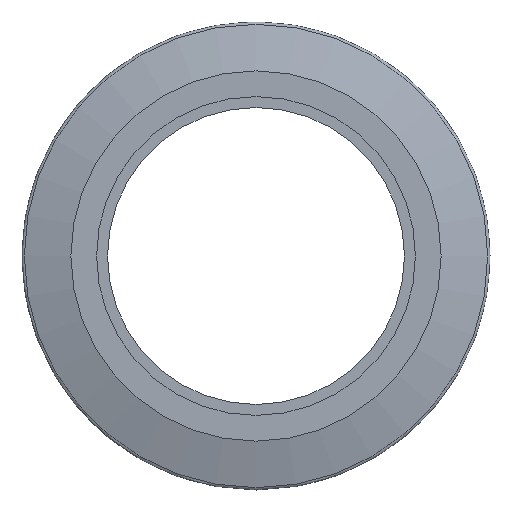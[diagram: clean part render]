
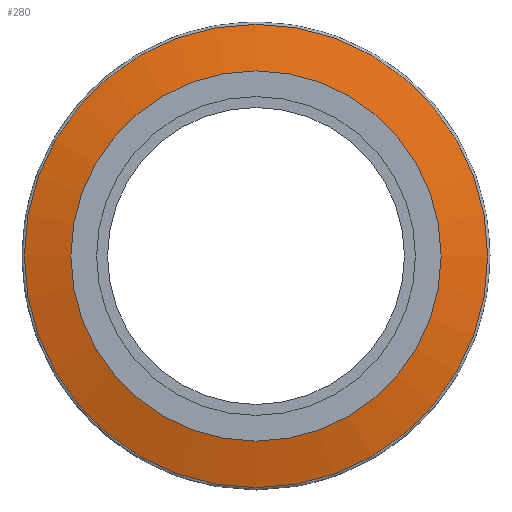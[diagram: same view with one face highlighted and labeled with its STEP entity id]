
A CAD part, front view. The second image highlights one B-rep face of the part: STEP entity #280.
In plain terms, the highlighted conical face has half-angle 75 degrees and reference radius 37.129 mm.
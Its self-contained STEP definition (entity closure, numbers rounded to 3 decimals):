
#11 = DIRECTION ( 'NONE',  ( 0., 0., -1. ) ) ;
#15 = CARTESIAN_POINT ( 'NONE',  ( 0., 2.001, 0. ) ) ;
#17 = CARTESIAN_POINT ( 'NONE',  ( 0., 0., 29.663 ) ) ;
#23 = EDGE_LOOP ( 'NONE', ( #128 ) ) ;
#29 = AXIS2_PLACEMENT_3D ( 'NONE', #15, #305, #11 ) ;
#35 = CIRCLE ( 'NONE', #51, 29.663 ) ;
#51 = AXIS2_PLACEMENT_3D ( 'NONE', #239, #72, #242 ) ;
#72 = DIRECTION ( 'NONE',  ( 0., 1., 0. ) ) ;
#78 = EDGE_CURVE ( 'NONE', #235, #235, #35, .T. ) ;
#93 = CONICAL_SURFACE ( 'NONE', #262, 37.129, 1.309 ) ;
#112 = DIRECTION ( 'NONE',  ( 0., 1., 0. ) ) ;
#114 = DIRECTION ( 'NONE',  ( 0., 0., 1. ) ) ;
#128 = ORIENTED_EDGE ( 'NONE', *, *, #299, .F. ) ;
#135 = CARTESIAN_POINT ( 'NONE',  ( 0., 2.001, 0. ) ) ;
#145 = FACE_OUTER_BOUND ( 'NONE', #23, .T. ) ;
#155 = VERTEX_POINT ( 'NONE', #275 ) ;
#232 = FACE_BOUND ( 'NONE', #246, .T. ) ;
#235 = VERTEX_POINT ( 'NONE', #17 ) ;
#239 = CARTESIAN_POINT ( 'NONE',  ( 0., 0., 0. ) ) ;
#242 = DIRECTION ( 'NONE',  ( 0., 0., 1. ) ) ;
#246 = EDGE_LOOP ( 'NONE', ( #288 ) ) ;
#259 = CIRCLE ( 'NONE', #29, 37.129 ) ;
#262 = AXIS2_PLACEMENT_3D ( 'NONE', #135, #112, #114 ) ;
#275 = CARTESIAN_POINT ( 'NONE',  ( 0., 2.001, -37.129 ) ) ;
#280 = ADVANCED_FACE ( 'NONE', ( #145, #232 ), #93, .T. ) ;
#288 = ORIENTED_EDGE ( 'NONE', *, *, #78, .T. ) ;
#299 = EDGE_CURVE ( 'NONE', #155, #155, #259, .T. ) ;
#305 = DIRECTION ( 'NONE',  ( 0., 1., 0. ) ) ;
